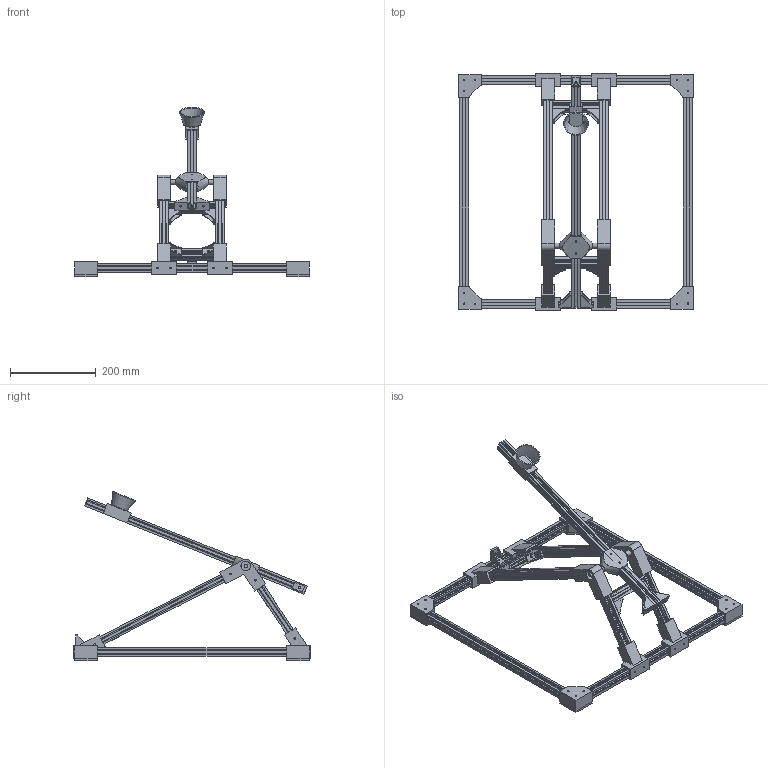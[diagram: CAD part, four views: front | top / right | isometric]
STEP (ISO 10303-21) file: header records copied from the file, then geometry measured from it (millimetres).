
FILE_DESCRIPTION(/* description */ (''),/* implementation_level */ '2;1');
FILE_NAME(/* name */ 'Catapult v45.step',/* time_stamp */ '2021-11-21T23:25:38-05:00',/* author */ (''),/* organization */ (''),/* preprocessor_version */ 'ST-DEVELOPER v18.1',/* originating_system */ 'Autodesk Translation Framework v10.10.0.1391',/* authorisation */ '');
FILE_SCHEMA (('AUTOMOTIVE_DESIGN { 1 0 10303 214 3 1 1 }'));
Length unit declared in the file: millimetre
Products named in the file (29): assembly; towerAssembly; poggersBack; poggersFront; elbow L; Component1; towerExtrusionsFront; elbow R; Component1_1; towerExtrusionsBack; 608; stop; Base; 50cm extrusion; Base corner; Base corner_1; Base corner_2; Base corner_3; Component1_2; armAssembly; axle; Component1_3; armExtrusion; Component1_4; Component1_5; Component2; bucket; Component1_6; L bracket
Assembly tree (50 placements, depth 4):
  assembly
    towerAssembly
      608  x6
      towerExtrusionsFront  x2
      towerExtrusionsBack  x2
      poggersBack  x2
      poggersFront  x2
      stop  x2
      elbow L
        Component1
      elbow R
        Component1_1
      L bracket  x4
    Base
      50cm extrusion  x4
      Base corner
        Component1_2
      Base corner_1
        Component1_2
      Base corner_2
        Component1_2
      Base corner_3
        Component1_2
    armAssembly
      axle
        Component1_3
      armExtrusion
        Component1_4
      Component1_5
      Component2
      L bracket  x2
      bucket
        Component1_6
    L bracket
Bounding box: 546 x 550 x 393.86 mm (x, y, z)
Volume: 1379325.9 mm3; surface area: 987420 mm2
Topology: 42 solids, 42 shells, 1190 faces, 3283 edges, 2180 vertices
Faces by surface type: plane 1050, cylinder 135, cone 4, torus 1
Full cylindrical faces by diameter (mm): 3.3 x36, 3.6 x24, 5 x35, 6 x8, 8 x8, 8.4 x2, 12 x2, 16 x2, 22 x6, 22.4 x2
Entity records: 20716 total; most frequent: CARTESIAN_POINT 3747, ORIENTED_EDGE 3374, DIRECTION 3238, EDGE_CURVE 1687, LINE 1484, VECTOR 1484, VERTEX_POINT 1116, AXIS2_PLACEMENT_3D 877
